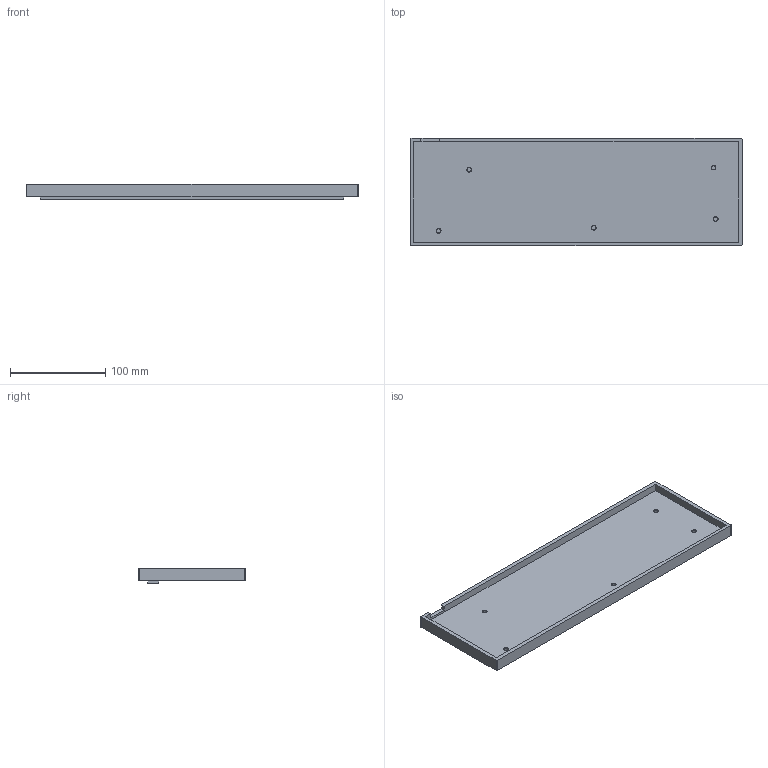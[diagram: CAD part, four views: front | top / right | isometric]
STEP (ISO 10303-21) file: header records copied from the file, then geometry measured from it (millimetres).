
FILE_DESCRIPTION(/* description */ (''),/* implementation_level */ '2;1');
FILE_NAME(/* name */ 'Keyboard Case.step',/* time_stamp */ '2026-01-10T19:58:54-05:00',/* author */ (''),/* organization */ (''),/* preprocessor_version */ 'ST-DEVELOPER v20.1',/* originating_system */ 'Autodesk Translation Framework v14.21.0.0',/* authorisation */ '');
FILE_SCHEMA (('AUTOMOTIVE_DESIGN { 1 0 10303 214 3 1 1 }'));
Length unit declared in the file: millimetre
Products named in the file (1): 2026-01-09-15-44-01-182
Bounding box: 348 x 113 x 16 mm (x, y, z)
Volume: 236382 mm3; surface area: 99755.6 mm2
Topology: 1 solids, 1 shells, 38 faces, 85 edges, 55 vertices
Faces by surface type: plane 24, cylinder 9, cone 5
Full cylindrical faces by diameter (mm): 4.3 x5
Entity records: 1092 total; most frequent: DIRECTION 186, CARTESIAN_POINT 179, ORIENTED_EDGE 170, EDGE_CURVE 85, LINE 62, VECTOR 62, AXIS2_PLACEMENT_3D 62, VERTEX_POINT 55
